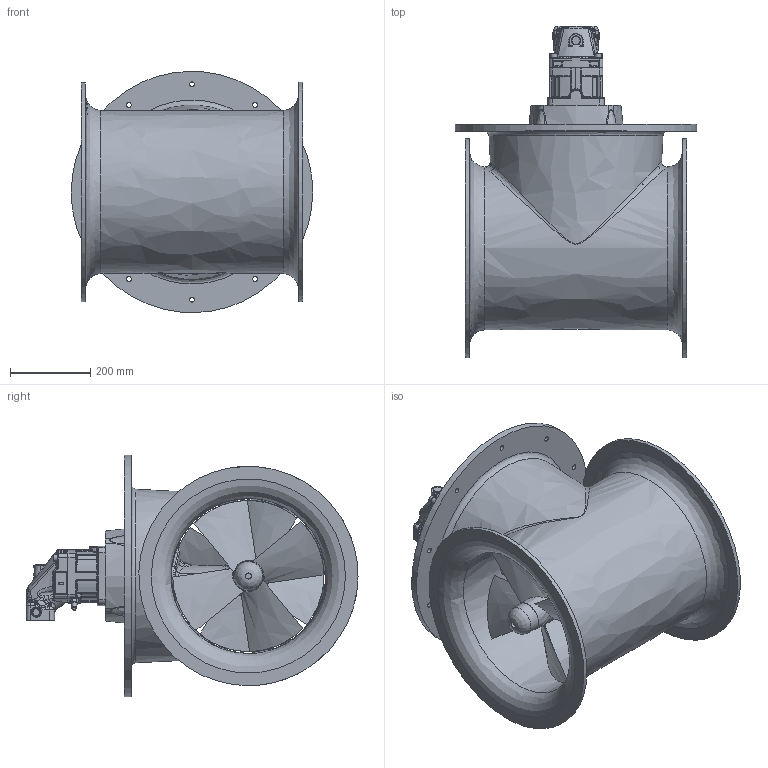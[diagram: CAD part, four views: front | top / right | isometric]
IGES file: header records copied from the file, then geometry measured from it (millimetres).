
Global section: file name: SH550-386TC-BA60; native system: Autodesk Inventor 2015; preprocessor: unknown; author: Elvira H.; date: 20151211.132924; units: millimetre
Bounding box: 600 x 825.49 x 599.85 mm (x, y, z)
Volume: 31049575.8 mm3; surface area: 3167348.8 mm2
Topology: 1 solids, 1 shells, 1405 faces, 3616 edges, 2274 vertices
Faces by surface type: bspline 1405
